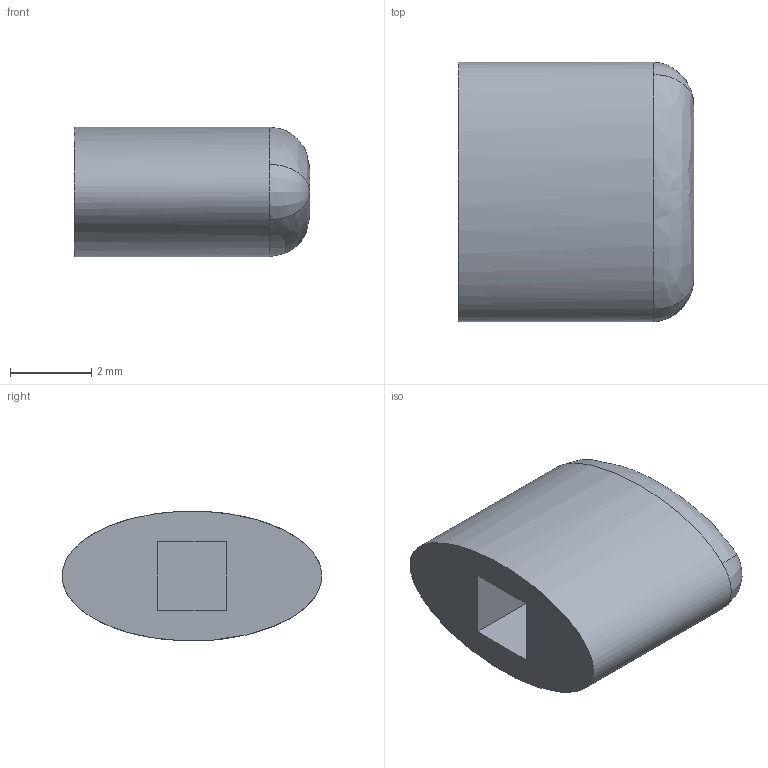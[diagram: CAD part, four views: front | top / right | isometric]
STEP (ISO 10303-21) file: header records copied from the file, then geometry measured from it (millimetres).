
FILE_DESCRIPTION(('HOOPS Exchange Step'),'2;1');
FILE_NAME('temp_export','2025-08-03T20:58:57+09:00',('chuns'),('Shapr3D Limited'),'HOOPS Exchange 2024.8','Shapr3D','Authorized');
FILE_SCHEMA( ('AP242_MANAGED_MODEL_BASED_3D_ENGINEERING_MIM_LF {1 0 10303 442 1 1 4}') );
Length unit declared in the file: millimetre
Products named in the file (2): slide_switch; root
Assembly tree (1 placements, depth 2):
  root
    slide_switch
Bounding box: 5.8 x 6.4 x 3.2 mm (x, y, z)
Volume: 82.2 mm3; surface area: 134 mm2
Topology: 1 solids, 1 shells, 12 faces, 27 edges, 16 vertices
Faces by surface type: plane 7, bspline 4, extrusion 1
Entity records: 2022 total; most frequent: CARTESIAN_POINT 1735, ORIENTED_EDGE 50, DIRECTION 40, EDGE_CURVE 25, VERTEX_POINT 16, VECTOR 14, AXIS2_PLACEMENT_3D 13, LINE 13
